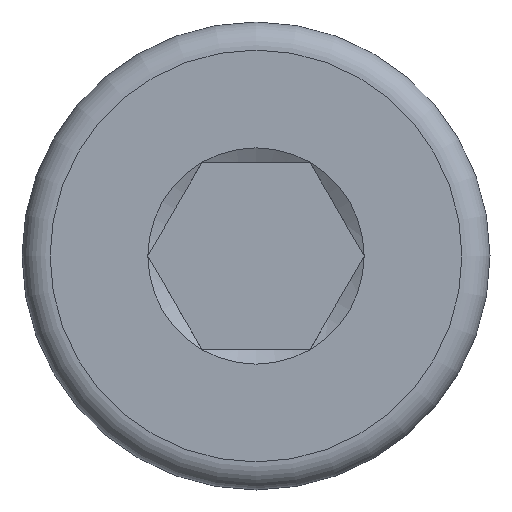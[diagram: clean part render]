
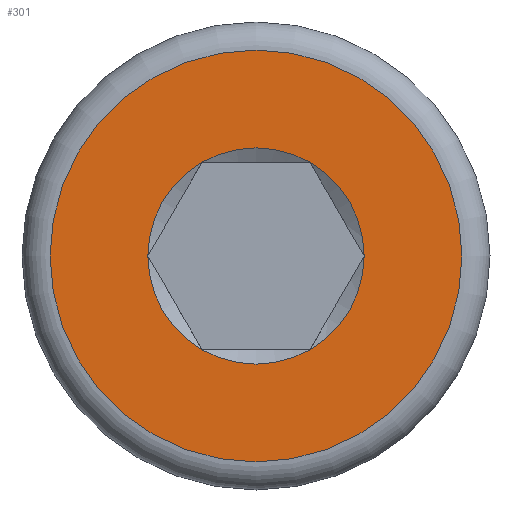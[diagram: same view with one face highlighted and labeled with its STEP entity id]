
A CAD part, left-side view. The second image highlights one B-rep face of the part: STEP entity #301.
In plain terms, the highlighted planar face has unit normal (-1, 0, 0).
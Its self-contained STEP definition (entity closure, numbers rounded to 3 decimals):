
#83=VERTEX_POINT('',#427);
#84=VERTEX_POINT('',#429);
#85=VERTEX_POINT('',#430);
#112=CIRCLE('',#321,4.4);
#113=CIRCLE('',#322,2.31);
#127=EDGE_CURVE('',#83,#83,#112,.T.);
#128=EDGE_CURVE('',#84,#85,#113,.T.);
#129=EDGE_CURVE('',#85,#84,#113,.T.);
#171=ORIENTED_EDGE('',*,*,#127,.F.);
#172=ORIENTED_EDGE('',*,*,#128,.T.);
#173=ORIENTED_EDGE('',*,*,#129,.T.);
#259=EDGE_LOOP('',(#171));
#260=EDGE_LOOP('',(#172,#173));
#280=FACE_BOUND('',#259,.T.);
#281=FACE_BOUND('',#260,.T.);
#301=ADVANCED_FACE('',(#280,#281),#535,.F.);
#320=AXIS2_PLACEMENT_3D('',#425,#354,$);
#321=AXIS2_PLACEMENT_3D('',#426,#355,#356);
#322=AXIS2_PLACEMENT_3D('',#428,#357,#358);
#354=DIRECTION('',(1.,0.,0.));
#355=DIRECTION('',(1.,0.,0.));
#356=DIRECTION('',(0.,0.,-4.4));
#357=DIRECTION('',(1.,0.,0.));
#358=DIRECTION('',(0.,0.,-2.31));
#425=CARTESIAN_POINT('',(-4.,0.,0.));
#426=CARTESIAN_POINT('',(-4.,0.,0.));
#427=CARTESIAN_POINT('',(-4.,0.,-4.4));
#428=CARTESIAN_POINT('',(-4.,0.,0.));
#429=CARTESIAN_POINT('',(-4.,0.,-2.31));
#430=CARTESIAN_POINT('',(-4.,0.,2.31));
#535=PLANE('',#320);
